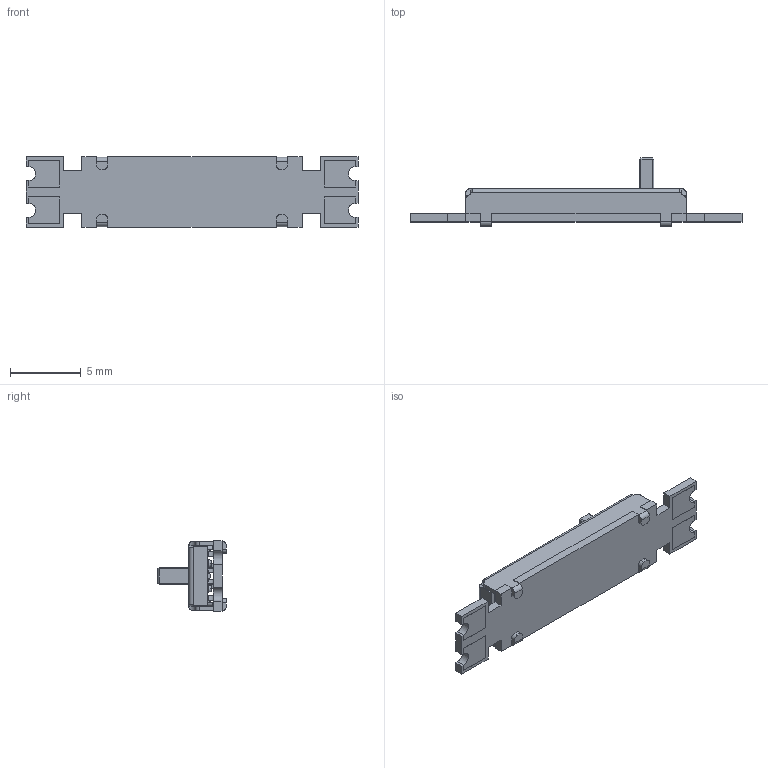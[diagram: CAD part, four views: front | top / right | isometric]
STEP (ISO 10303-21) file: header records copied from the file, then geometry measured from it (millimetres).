
FILE_DESCRIPTION((''),'2;1');
FILE_NAME('PSM050S-10B50KB_ASM','2020-02-06T15:09:50',('JVassar'),(''),'CREO PARAMETRIC BY PTC INC, 2018050','CREO PARAMETRIC BY PTC INC, 2018050','');
FILE_SCHEMA(('CONFIG_CONTROL_DESIGN'));
Length unit declared in the file: millimetre
Products named in the file (8): 13625_1; 13626-14_3; 13390-4-L22_1_-1; 13391_2_1; 13391_2_2; 13391_2_ASM; F05G-2003A_ASM_3_ASM; PSM050S-10B50KB_ASM
Assembly tree (7 placements, depth 4):
  PSM050S-10B50KB_ASM
    F05G-2003A_ASM_3_ASM
      13625_1
      13626-14_3
      13390-4-L22_1_-1
      13391_2_ASM
        13391_2_1
        13391_2_2
Bounding box: 23.5 x 4.85 x 5 mm (x, y, z)
Volume: 120.3 mm3; surface area: 634.2 mm2
Topology: 5 solids, 5 shells, 378 faces, 1070 edges, 706 vertices
Faces by surface type: plane 265, cylinder 97, cone 8, bspline 4, torus 4
Entity records: 12882 total; most frequent: CARTESIAN_POINT 2765, ORIENTED_EDGE 2132, DIRECTION 2024, EDGE_CURVE 1066, VECTOR 810, LINE 810, VERTEX_POINT 706, AXIS2_PLACEMENT_3D 607
